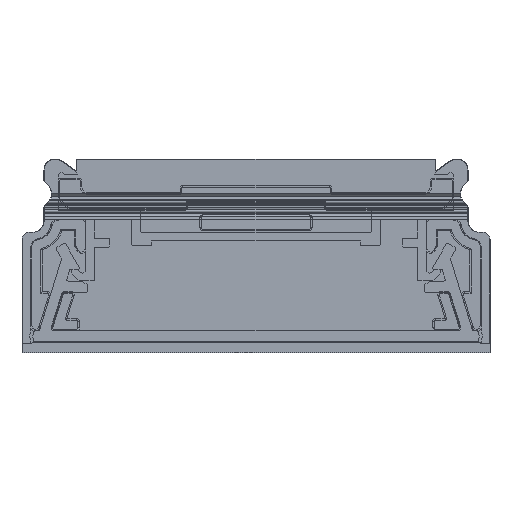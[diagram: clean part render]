
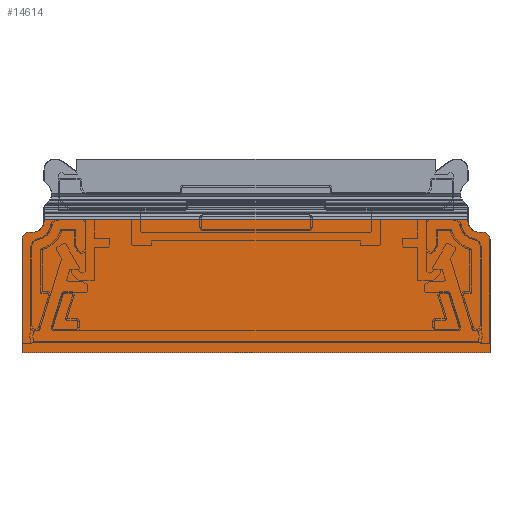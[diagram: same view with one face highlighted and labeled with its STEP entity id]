
A CAD part, front view. The second image highlights one B-rep face of the part: STEP entity #14614.
In plain terms, the highlighted planar face has unit normal (0, -1, 0).
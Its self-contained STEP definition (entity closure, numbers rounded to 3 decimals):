
#525=PLANE('',#16097);
#1335=FACE_OUTER_BOUND('',#2131,.T.);
#2131=EDGE_LOOP('',(#11642,#11643,#11644,#11645,#11646,#11647,#11648,#11649,
#11650,#11651,#11652,#11653));
#2959=CIRCLE('',#16098,1.5);
#2960=CIRCLE('',#16099,1.);
#2961=CIRCLE('',#16100,1.);
#2962=CIRCLE('',#16101,1.5);
#3864=LINE('',#25842,#5028);
#3877=LINE('',#25875,#5041);
#3880=LINE('',#25881,#5044);
#3881=LINE('',#25885,#5045);
#3882=LINE('',#25889,#5046);
#3883=LINE('',#25891,#5047);
#3884=LINE('',#25893,#5048);
#3885=LINE('',#25897,#5049);
#5028=VECTOR('',#19639,10.);
#5041=VECTOR('',#19672,10.);
#5044=VECTOR('',#19677,10.);
#5045=VECTOR('',#19680,10.);
#5046=VECTOR('',#19683,10.);
#5047=VECTOR('',#19684,10.);
#5048=VECTOR('',#19685,10.);
#5049=VECTOR('',#19688,10.);
#6486=VERTEX_POINT('',#25839);
#6487=VERTEX_POINT('',#25841);
#6497=VERTEX_POINT('',#25874);
#6499=VERTEX_POINT('',#25880);
#6500=VERTEX_POINT('',#25882);
#6501=VERTEX_POINT('',#25884);
#6502=VERTEX_POINT('',#25886);
#6503=VERTEX_POINT('',#25888);
#6504=VERTEX_POINT('',#25890);
#6505=VERTEX_POINT('',#25892);
#6506=VERTEX_POINT('',#25894);
#6507=VERTEX_POINT('',#25896);
#8325=EDGE_CURVE('',#6487,#6486,#3864,.T.);
#8342=EDGE_CURVE('',#6487,#6497,#3877,.T.);
#8345=EDGE_CURVE('',#6486,#6499,#3880,.T.);
#8346=EDGE_CURVE('',#6499,#6500,#2959,.T.);
#8347=EDGE_CURVE('',#6500,#6501,#3881,.T.);
#8348=EDGE_CURVE('',#6501,#6502,#2960,.T.);
#8349=EDGE_CURVE('',#6502,#6503,#3882,.T.);
#8350=EDGE_CURVE('',#6503,#6504,#3883,.T.);
#8351=EDGE_CURVE('',#6505,#6504,#3884,.T.);
#8352=EDGE_CURVE('',#6506,#6505,#2961,.T.);
#8353=EDGE_CURVE('',#6507,#6506,#3885,.T.);
#8354=EDGE_CURVE('',#6497,#6507,#2962,.T.);
#11642=ORIENTED_EDGE('',*,*,#8325,.T.);
#11643=ORIENTED_EDGE('',*,*,#8345,.T.);
#11644=ORIENTED_EDGE('',*,*,#8346,.T.);
#11645=ORIENTED_EDGE('',*,*,#8347,.T.);
#11646=ORIENTED_EDGE('',*,*,#8348,.T.);
#11647=ORIENTED_EDGE('',*,*,#8349,.T.);
#11648=ORIENTED_EDGE('',*,*,#8350,.T.);
#11649=ORIENTED_EDGE('',*,*,#8351,.F.);
#11650=ORIENTED_EDGE('',*,*,#8352,.F.);
#11651=ORIENTED_EDGE('',*,*,#8353,.F.);
#11652=ORIENTED_EDGE('',*,*,#8354,.F.);
#11653=ORIENTED_EDGE('',*,*,#8342,.F.);
#14614=ADVANCED_FACE('',(#1335),#525,.F.);
#16097=AXIS2_PLACEMENT_3D('',#25879,#19675,#19676);
#16098=AXIS2_PLACEMENT_3D('',#25883,#19678,#19679);
#16099=AXIS2_PLACEMENT_3D('',#25887,#19681,#19682);
#16100=AXIS2_PLACEMENT_3D('',#25895,#19686,#19687);
#16101=AXIS2_PLACEMENT_3D('',#25898,#19689,#19690);
#19639=DIRECTION('',(-1.,0.,0.));
#19672=DIRECTION('',(0.,0.,-1.));
#19675=DIRECTION('center_axis',(0.,1.,0.));
#19676=DIRECTION('ref_axis',(0.,0.,1.));
#19677=DIRECTION('',(0.,0.,-1.));
#19678=DIRECTION('center_axis',(0.,1.,0.));
#19679=DIRECTION('ref_axis',(-1.,0.,0.));
#19680=DIRECTION('',(-1.,0.,0.));
#19681=DIRECTION('center_axis',(0.,-1.,0.));
#19682=DIRECTION('ref_axis',(-1.,0.,0.));
#19683=DIRECTION('',(0.,0.,-1.));
#19684=DIRECTION('',(1.,0.,0.));
#19685=DIRECTION('',(0.,0.,-1.));
#19686=DIRECTION('center_axis',(0.,1.,0.));
#19687=DIRECTION('ref_axis',(1.,0.,0.));
#19688=DIRECTION('',(1.,0.,0.));
#19689=DIRECTION('center_axis',(0.,-1.,0.));
#19690=DIRECTION('ref_axis',(1.,0.,0.));
#25839=CARTESIAN_POINT('',(-29.,-568.5,1.791));
#25841=CARTESIAN_POINT('',(29.,-568.5,1.791));
#25842=CARTESIAN_POINT('',(-22.5,-568.5,1.791));
#25874=CARTESIAN_POINT('',(29.,-568.5,1.491));
#25875=CARTESIAN_POINT('',(29.,-568.5,1.491));
#25879=CARTESIAN_POINT('Origin',(-16.,-568.5,-3.259));
#25880=CARTESIAN_POINT('',(-29.,-568.5,1.491));
#25881=CARTESIAN_POINT('',(-29.,-568.5,1.491));
#25882=CARTESIAN_POINT('',(-30.5,-568.5,-0.009));
#25883=CARTESIAN_POINT('Origin',(-30.5,-568.5,1.491));
#25884=CARTESIAN_POINT('',(-31.,-568.5,-0.009));
#25885=CARTESIAN_POINT('',(-31.,-568.5,-0.009));
#25886=CARTESIAN_POINT('',(-32.,-568.5,-1.009));
#25887=CARTESIAN_POINT('Origin',(-31.,-568.5,-1.009));
#25888=CARTESIAN_POINT('',(-32.,-568.5,-16.509));
#25889=CARTESIAN_POINT('',(-32.,-568.5,-16.509));
#25890=CARTESIAN_POINT('',(32.,-568.5,-16.509));
#25891=CARTESIAN_POINT('',(0.,-568.5,-16.509));
#25892=CARTESIAN_POINT('',(32.,-568.5,-1.009));
#25893=CARTESIAN_POINT('',(32.,-568.5,-16.509));
#25894=CARTESIAN_POINT('',(31.,-568.5,-0.009));
#25895=CARTESIAN_POINT('Origin',(31.,-568.5,-1.009));
#25896=CARTESIAN_POINT('',(30.5,-568.5,-0.009));
#25897=CARTESIAN_POINT('',(31.,-568.5,-0.009));
#25898=CARTESIAN_POINT('Origin',(30.5,-568.5,1.491));
